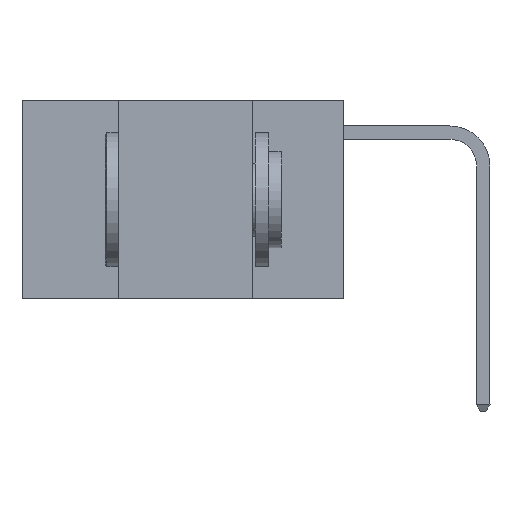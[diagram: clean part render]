
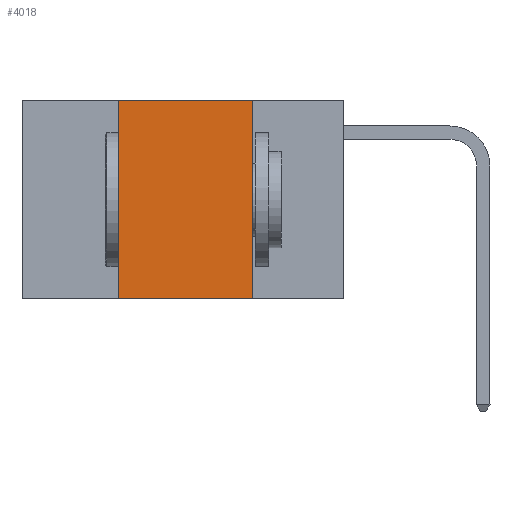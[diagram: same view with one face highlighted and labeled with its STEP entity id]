
A CAD part, left-side view. The second image highlights one B-rep face of the part: STEP entity #4018.
In plain terms, the highlighted planar face has unit normal (-1, 0, 0).
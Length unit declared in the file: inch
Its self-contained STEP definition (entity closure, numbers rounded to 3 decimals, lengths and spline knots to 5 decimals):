
#54 = CARTESIAN_POINT ( 'NONE',  ( 0., 0.17, -0.37 ) ) ;
#75 = DIRECTION ( 'NONE',  ( 0., 0., -1. ) ) ;
#381 = AXIS2_PLACEMENT_3D ( 'NONE', #10290, #7498, #1779 ) ;
#741 = PLANE ( 'NONE',  #381 ) ;
#1017 = VERTEX_POINT ( 'NONE', #54 ) ;
#1045 = VECTOR ( 'NONE', #4919, 39.37008 ) ;
#1050 = CARTESIAN_POINT ( 'NONE',  ( 0., 0.17, 0. ) ) ;
#1471 = VECTOR ( 'NONE', #75, 39.37008 ) ;
#1779 = DIRECTION ( 'NONE',  ( 0., 0., -1. ) ) ;
#2180 = EDGE_CURVE ( 'NONE', #7564, #4289, #8189, .T. ) ;
#2687 = LINE ( 'NONE', #7670, #4896 ) ;
#3472 = CARTESIAN_POINT ( 'NONE',  ( 0., 0.42, 0. ) ) ;
#3927 = DIRECTION ( 'NONE',  ( 0., 0., 1. ) ) ;
#4018 = ADVANCED_FACE ( 'NONE', ( #8755 ), #741, .F. ) ;
#4263 = DIRECTION ( 'NONE',  ( 0., -1., 0. ) ) ;
#4289 = VERTEX_POINT ( 'NONE', #9192 ) ;
#4896 = VECTOR ( 'NONE', #3927, 39.37008 ) ;
#4919 = DIRECTION ( 'NONE',  ( 0., -1., 0. ) ) ;
#5654 = VECTOR ( 'NONE', #4263, 39.37008 ) ;
#6858 = LINE ( 'NONE', #1050, #1471 ) ;
#7498 = DIRECTION ( 'NONE',  ( 1., 0., 0. ) ) ;
#7564 = VERTEX_POINT ( 'NONE', #3472 ) ;
#7670 = CARTESIAN_POINT ( 'NONE',  ( 0., 0.42, 0. ) ) ;
#8128 = ORIENTED_EDGE ( 'NONE', *, *, #10877, .F. ) ;
#8164 = LINE ( 'NONE', #11436, #1045 ) ;
#8189 = LINE ( 'NONE', #11910, #5654 ) ;
#8546 = CARTESIAN_POINT ( 'NONE',  ( 0., 0.42, -0.37 ) ) ;
#8755 = FACE_OUTER_BOUND ( 'NONE', #9852, .T. ) ;
#8833 = EDGE_CURVE ( 'NONE', #10690, #1017, #8164, .T. ) ;
#9114 = ORIENTED_EDGE ( 'NONE', *, *, #2180, .F. ) ;
#9192 = CARTESIAN_POINT ( 'NONE',  ( 0., 0.17, 0. ) ) ;
#9377 = EDGE_CURVE ( 'NONE', #10690, #7564, #2687, .T. ) ;
#9852 = EDGE_LOOP ( 'NONE', ( #8128, #9114, #10308, #10814 ) ) ;
#10290 = CARTESIAN_POINT ( 'NONE',  ( 0., 0.6, 0. ) ) ;
#10308 = ORIENTED_EDGE ( 'NONE', *, *, #9377, .F. ) ;
#10690 = VERTEX_POINT ( 'NONE', #8546 ) ;
#10814 = ORIENTED_EDGE ( 'NONE', *, *, #8833, .T. ) ;
#10877 = EDGE_CURVE ( 'NONE', #4289, #1017, #6858, .T. ) ;
#11436 = CARTESIAN_POINT ( 'NONE',  ( 0., 0.6, -0.37 ) ) ;
#11910 = CARTESIAN_POINT ( 'NONE',  ( 0., 0.6, 0. ) ) ;
